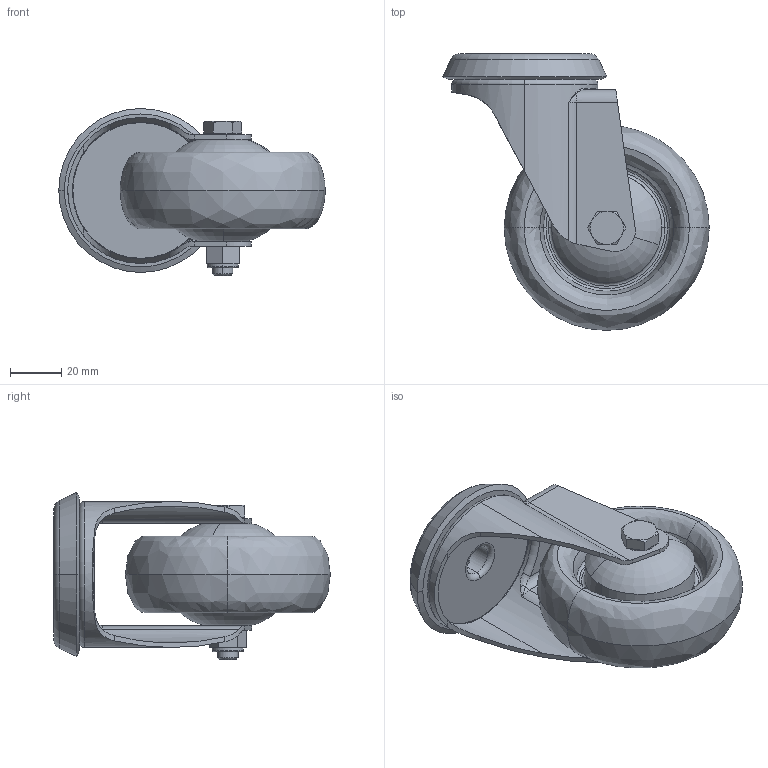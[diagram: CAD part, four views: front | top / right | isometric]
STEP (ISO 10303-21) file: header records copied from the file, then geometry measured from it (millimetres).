
FILE_DESCRIPTION (( 'STEP AP214' ), '1' );
FILE_NAME ('0030127.step', '2021-05-20T10:21:21', ( 'Windows-Benutzer' ), ( '' ), 'SwSTEP 2.0', 'SolidWorks 2020', '' );
FILE_SCHEMA (( 'AUTOMOTIVE_DESIGN' ));
Length unit declared in the file: millimetre
Products named in the file (1): 0030127
Bounding box: 104 x 108 x 65.2 mm (x, y, z)
Volume: 157015.7 mm3; surface area: 69354 mm2
Topology: 7 solids, 7 shells, 225 faces, 494 edges, 294 vertices
Faces by surface type: plane 59, torus 56, cylinder 54, cone 40, bspline 16
Entity records: 9268 total; most frequent: CARTESIAN_POINT 1749, DIRECTION 1118, ORIENTED_EDGE 980, EDGE_CURVE 490, AXIS2_PLACEMENT_3D 486, VERTEX_POINT 294, CIRCLE 276, EDGE_LOOP 256
